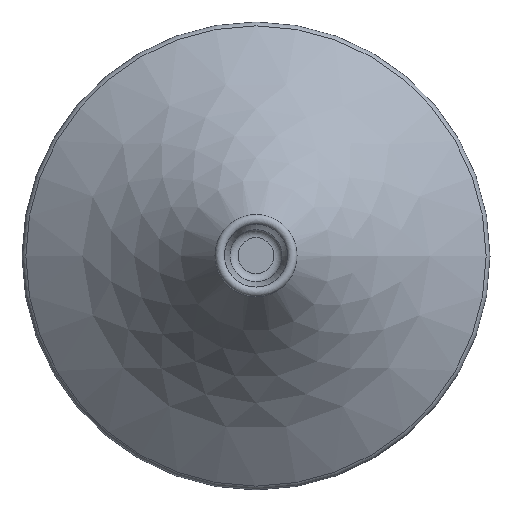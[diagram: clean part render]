
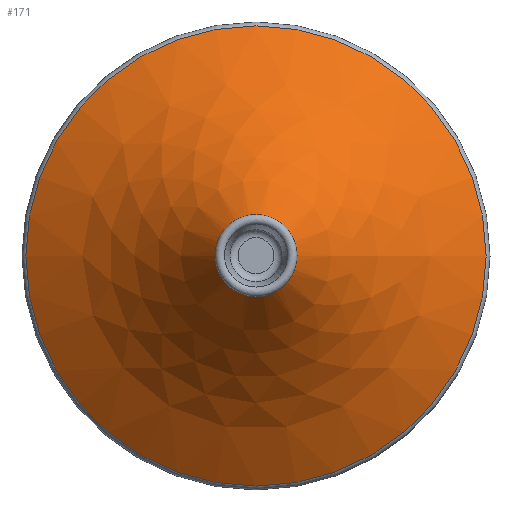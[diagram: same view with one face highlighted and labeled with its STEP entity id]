
A CAD part, top view. The second image highlights one B-rep face of the part: STEP entity #171.
In plain terms, the highlighted face is a revolution surface.
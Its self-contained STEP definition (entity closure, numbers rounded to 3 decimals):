
#151 = VERTEX_POINT('',#152);
#152 = CARTESIAN_POINT('',(196.678,0.,
    25.906));
#159 = EDGE_CURVE('',#151,#151,#160,.T.);
#160 = CIRCLE('',#161,196.678);
#161 = AXIS2_PLACEMENT_3D('',#162,#163,#164);
#162 = CARTESIAN_POINT('',(0.,0.,25.906));
#163 = DIRECTION('',(0.,0.,-1.));
#164 = DIRECTION('',(1.,0.,0.));
#171 = ADVANCED_FACE('',(#172),#192,.T.);
#172 = FACE_BOUND('',#173,.T.);
#173 = EDGE_LOOP('',(#174,#183,#190,#191));
#174 = ORIENTED_EDGE('',*,*,#175,.T.);
#175 = EDGE_CURVE('',#176,#176,#178,.T.);
#176 = VERTEX_POINT('',#177);
#177 = CARTESIAN_POINT('',(30.127,0.,
    189.507));
#178 = CIRCLE('',#179,30.127);
#179 = AXIS2_PLACEMENT_3D('',#180,#181,#182);
#180 = CARTESIAN_POINT('',(0.,0.,189.507));
#181 = DIRECTION('',(0.,0.,-1.));
#182 = DIRECTION('',(1.,0.,0.));
#183 = ORIENTED_EDGE('',*,*,#184,.T.);
#184 = EDGE_CURVE('',#176,#151,#185,.T.);
#185 = CIRCLE('',#186,527.291);
#186 = AXIS2_PLACEMENT_3D('',#187,#188,#189);
#187 = CARTESIAN_POINT('',(473.739,0.,
    474.54));
#188 = DIRECTION('',(0.,-1.,0.));
#189 = DIRECTION('',(1.,0.,0.));
#190 = ORIENTED_EDGE('',*,*,#159,.F.);
#191 = ORIENTED_EDGE('',*,*,#184,.F.);
#192 = SURFACE_OF_REVOLUTION('',#193,#198);
#193 = CIRCLE('',#194,527.291);
#194 = AXIS2_PLACEMENT_3D('',#195,#196,#197);
#195 = CARTESIAN_POINT('',(473.739,0.,
    474.54));
#196 = DIRECTION('',(0.,-1.,0.));
#197 = DIRECTION('',(1.,0.,0.));
#198 = AXIS1_PLACEMENT('',#199,#200);
#199 = CARTESIAN_POINT('',(0.,0.,0.));
#200 = DIRECTION('',(0.,0.,-1.));
